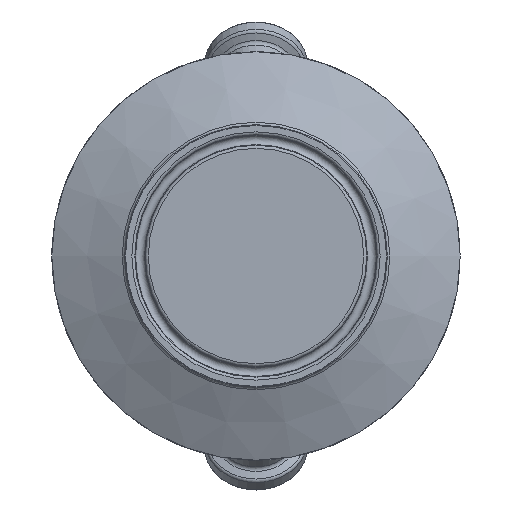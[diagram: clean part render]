
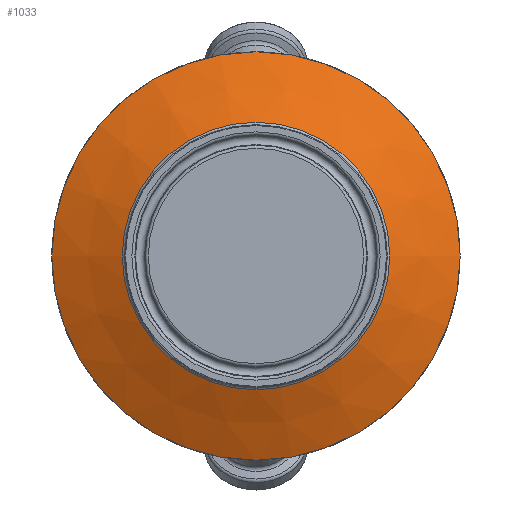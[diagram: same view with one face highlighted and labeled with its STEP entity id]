
A CAD part, front view. The second image highlights one B-rep face of the part: STEP entity #1033.
In plain terms, the highlighted conical face has half-angle 65.739 degrees and reference radius 40.875 mm.
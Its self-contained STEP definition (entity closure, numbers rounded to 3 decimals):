
#98=LINE('',#1913,#139);
#139=VECTOR('',#1550,40.875);
#157=CONICAL_SURFACE('',#1210,40.875,1.147);
#201=FACE_OUTER_BOUND('',#269,.T.);
#269=EDGE_LOOP('',(#848,#849,#850,#851,#852));
#368=CIRCLE('',#1205,32.589);
#369=CIRCLE('',#1206,32.589);
#372=CIRCLE('',#1211,49.75);
#478=VERTEX_POINT('',#1899);
#479=VERTEX_POINT('',#1901);
#482=VERTEX_POINT('',#1911);
#612=EDGE_CURVE('',#478,#479,#368,.T.);
#613=EDGE_CURVE('',#479,#478,#369,.T.);
#617=EDGE_CURVE('',#482,#482,#372,.T.);
#618=EDGE_CURVE('',#482,#479,#98,.T.);
#848=ORIENTED_EDGE('',*,*,#617,.F.);
#849=ORIENTED_EDGE('',*,*,#618,.T.);
#850=ORIENTED_EDGE('',*,*,#612,.F.);
#851=ORIENTED_EDGE('',*,*,#613,.F.);
#852=ORIENTED_EDGE('',*,*,#618,.F.);
#1033=ADVANCED_FACE('',(#201),#157,.T.);
#1205=AXIS2_PLACEMENT_3D('',#1902,#1535,#1536);
#1206=AXIS2_PLACEMENT_3D('',#1903,#1537,#1538);
#1210=AXIS2_PLACEMENT_3D('',#1910,#1546,#1547);
#1211=AXIS2_PLACEMENT_3D('',#1912,#1548,#1549);
#1535=DIRECTION('center_axis',(0.,-1.,0.));
#1536=DIRECTION('ref_axis',(1.,0.,0.));
#1537=DIRECTION('center_axis',(0.,-1.,0.));
#1538=DIRECTION('ref_axis',(1.,0.,0.));
#1546=DIRECTION('center_axis',(0.,1.,0.));
#1547=DIRECTION('ref_axis',(-1.,0.,0.));
#1548=DIRECTION('center_axis',(0.,1.,0.));
#1549=DIRECTION('ref_axis',(-1.,0.,0.));
#1550=DIRECTION('',(-0.912,-0.411,0.));
#1899=CARTESIAN_POINT('',(0.,28.266,-32.589));
#1901=CARTESIAN_POINT('',(32.589,28.266,0.));
#1902=CARTESIAN_POINT('Origin',(0.,28.266,0.));
#1903=CARTESIAN_POINT('Origin',(0.,28.266,0.));
#1910=CARTESIAN_POINT('Origin',(0.,32.,0.));
#1911=CARTESIAN_POINT('',(49.75,36.,0.));
#1912=CARTESIAN_POINT('Origin',(0.,36.,0.));
#1913=CARTESIAN_POINT('',(40.875,32.,0.));
